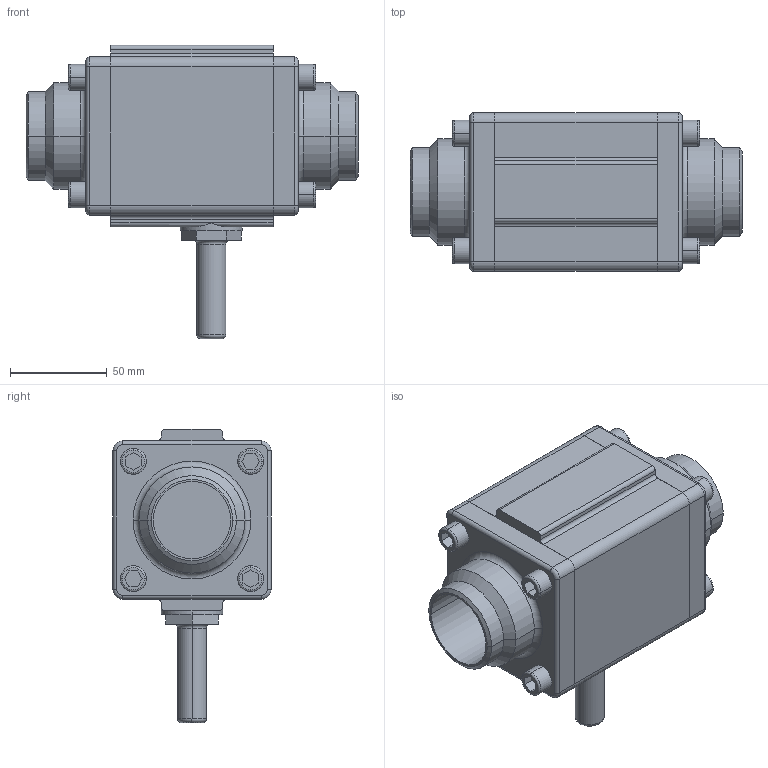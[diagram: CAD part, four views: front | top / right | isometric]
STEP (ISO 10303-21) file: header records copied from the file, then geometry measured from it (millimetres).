
FILE_DESCRIPTION((''),'2;1');
FILE_NAME('EVRA-40_ASM','2021-05-11T',('AMG'),(''),'PRO/ENGINEER BY PARAMETRIC TECHNOLOGY CORPORATION, 2008380','PRO/ENGINEER BY PARAMETRIC TECHNOLOGY CORPORATION, 2008380','');
FILE_SCHEMA(('CONFIG_CONTROL_DESIGN'));
Length unit declared in the file: millimetre
Products named in the file (4): EVRA32-50; DAOFAGAN; AEVM40FALAN; EVRA-40_ASM
Assembly tree (4 placements, depth 2):
  EVRA-40_ASM
    EVRA32-50
    DAOFAGAN
    AEVM40FALAN  x2
Bounding box: 172 x 82 x 152 mm (x, y, z)
Volume: 842523.9 mm3; surface area: 101799.2 mm2
Topology: 4 solids, 4 shells, 207 faces, 480 edges, 302 vertices
Faces by surface type: plane 105, cylinder 62, torus 32, cone 8
Entity records: 3792 total; most frequent: DIRECTION 678, CARTESIAN_POINT 663, ORIENTED_EDGE 600, EDGE_CURVE 300, AXIS2_PLACEMENT_3D 247, VERTEX_POINT 190, VECTOR 184, LINE 184
